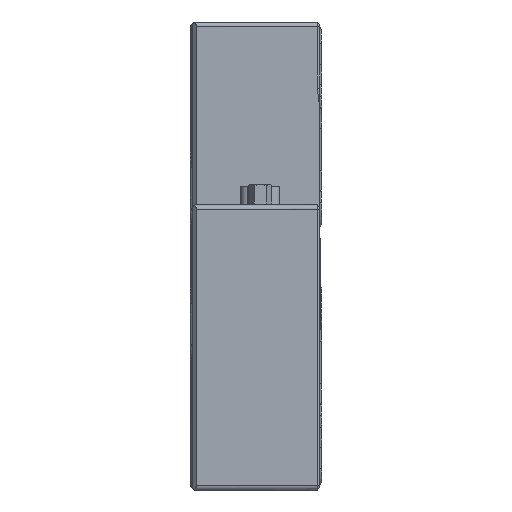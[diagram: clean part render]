
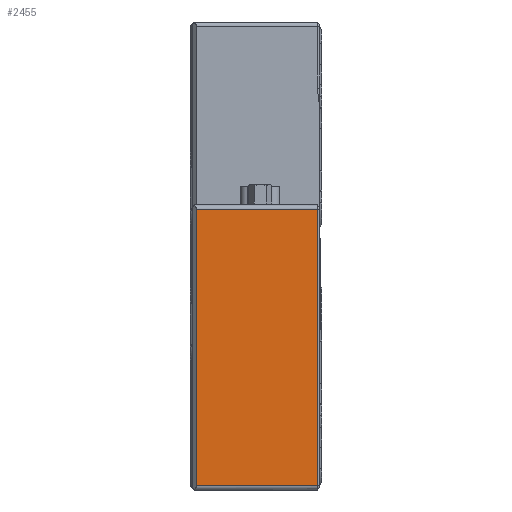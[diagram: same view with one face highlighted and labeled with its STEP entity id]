
A CAD part, left-side view. The second image highlights one B-rep face of the part: STEP entity #2455.
In plain terms, the highlighted face is planar.
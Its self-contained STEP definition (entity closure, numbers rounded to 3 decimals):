
#1149 = DIRECTION ( 'NONE',  ( 0., -1., 0. ) ) ;
#1337 = DIRECTION ( 'NONE',  ( 1., 0., 0. ) ) ;
#2455 = ADVANCED_FACE ( 'NONE', ( #18165 ), #29588, .F. ) ;
#3230 = LINE ( 'NONE', #21388, #21995 ) ;
#4053 = LINE ( 'NONE', #12689, #7152 ) ;
#6433 = CARTESIAN_POINT ( 'NONE',  ( -32.5, 14.5, -25. ) ) ;
#6495 = LINE ( 'NONE', #23052, #36114 ) ;
#7152 = VECTOR ( 'NONE', #29306, 1000. ) ;
#8367 = DIRECTION ( 'NONE',  ( 1., 0., 0. ) ) ;
#12411 = EDGE_CURVE ( 'NONE', #38577, #36482, #3230, .T. ) ;
#12689 = CARTESIAN_POINT ( 'NONE',  ( -32.5, 15., -25. ) ) ;
#18165 = FACE_OUTER_BOUND ( 'NONE', #20447, .T. ) ;
#18176 = VERTEX_POINT ( 'NONE', #23126 ) ;
#20447 = EDGE_LOOP ( 'NONE', ( #43573, #49967, #25256, #34804 ) ) ;
#21388 = CARTESIAN_POINT ( 'NONE',  ( 32.5, 14.5, -25. ) ) ;
#21995 = VECTOR ( 'NONE', #8367, 1000. ) ;
#23052 = CARTESIAN_POINT ( 'NONE',  ( 33.5, -14., -25. ) ) ;
#23126 = CARTESIAN_POINT ( 'NONE',  ( -32.5, -14., -25. ) ) ;
#23207 = EDGE_CURVE ( 'NONE', #36482, #27252, #38644, .T. ) ;
#23266 = AXIS2_PLACEMENT_3D ( 'NONE', #33942, #25780, #1337 ) ;
#25256 = ORIENTED_EDGE ( 'NONE', *, *, #23207, .T. ) ;
#25780 = DIRECTION ( 'NONE',  ( 0., 0., 1. ) ) ;
#25849 = CARTESIAN_POINT ( 'NONE',  ( 32.5, 15., -25. ) ) ;
#27252 = VERTEX_POINT ( 'NONE', #49493 ) ;
#29132 = VECTOR ( 'NONE', #1149, 1000. ) ;
#29306 = DIRECTION ( 'NONE',  ( 0., 1., 0. ) ) ;
#29588 = PLANE ( 'NONE',  #23266 ) ;
#33942 = CARTESIAN_POINT ( 'NONE',  ( 33.5, 15., -25. ) ) ;
#34804 = ORIENTED_EDGE ( 'NONE', *, *, #40461, .T. ) ;
#36114 = VECTOR ( 'NONE', #43725, 1000. ) ;
#36482 = VERTEX_POINT ( 'NONE', #38868 ) ;
#38577 = VERTEX_POINT ( 'NONE', #6433 ) ;
#38644 = LINE ( 'NONE', #25849, #29132 ) ;
#38868 = CARTESIAN_POINT ( 'NONE',  ( 32.5, 14.5, -25. ) ) ;
#40461 = EDGE_CURVE ( 'NONE', #27252, #18176, #6495, .T. ) ;
#43573 = ORIENTED_EDGE ( 'NONE', *, *, #45843, .T. ) ;
#43725 = DIRECTION ( 'NONE',  ( -1., 0., 0. ) ) ;
#45843 = EDGE_CURVE ( 'NONE', #18176, #38577, #4053, .T. ) ;
#49493 = CARTESIAN_POINT ( 'NONE',  ( 32.5, -14., -25. ) ) ;
#49967 = ORIENTED_EDGE ( 'NONE', *, *, #12411, .T. ) ;
